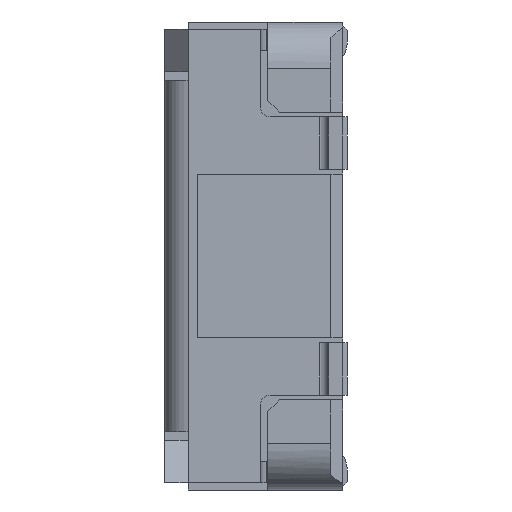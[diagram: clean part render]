
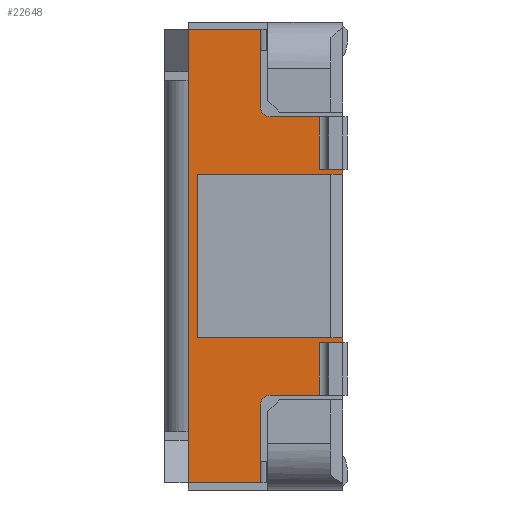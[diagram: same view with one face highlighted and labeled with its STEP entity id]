
A CAD part, left-side view. The second image highlights one B-rep face of the part: STEP entity #22648.
In plain terms, the highlighted planar face has unit normal (-1, 0, 0).
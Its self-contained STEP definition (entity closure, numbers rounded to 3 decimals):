
#5588=DIRECTION('',(0.,0.,1.));
#5589=VECTOR('',#5588,0.7);
#5590=CARTESIAN_POINT('',(-4.03,0.29,-0.35));
#5591=LINE('',#5590,#5589);
#5592=DIRECTION('',(0.,0.,-1.));
#5593=VECTOR('',#5592,0.225);
#5594=CARTESIAN_POINT('',(-4.03,-0.23,-0.37));
#5595=LINE('',#5594,#5593);
#5596=DIRECTION('',(0.,1.,0.));
#5597=VECTOR('',#5596,0.21);
#5598=CARTESIAN_POINT('',(-4.03,-0.23,-0.595));
#5599=LINE('',#5598,#5597);
#5600=CARTESIAN_POINT('',(-4.03,-0.02,-0.635));
#5601=DIRECTION('',(-1.,0.,0.));
#5602=DIRECTION('',(0.,0.,1.));
#5603=AXIS2_PLACEMENT_3D('',#5600,#5601,#5602);
#5605=DIRECTION('',(0.,0.,-1.));
#5606=VECTOR('',#5605,0.335);
#5607=CARTESIAN_POINT('',(-4.03,0.02,-0.635));
#5608=LINE('',#5607,#5606);
#5609=DIRECTION('',(0.,1.,0.));
#5610=VECTOR('',#5609,0.31);
#5611=CARTESIAN_POINT('',(-4.03,0.02,-0.97));
#5612=LINE('',#5611,#5610);
#5613=DIRECTION('',(0.,0.,1.));
#5614=VECTOR('',#5613,1.94);
#5615=CARTESIAN_POINT('',(-4.03,0.33,-0.97));
#5616=LINE('',#5615,#5614);
#5617=DIRECTION('',(0.,-1.,0.));
#5618=VECTOR('',#5617,0.31);
#5619=CARTESIAN_POINT('',(-4.03,0.33,0.97));
#5620=LINE('',#5619,#5618);
#5621=DIRECTION('',(0.,0.,-1.));
#5622=VECTOR('',#5621,0.335);
#5623=CARTESIAN_POINT('',(-4.03,0.02,0.97));
#5624=LINE('',#5623,#5622);
#5625=CARTESIAN_POINT('',(-4.03,-0.02,0.635));
#5626=DIRECTION('',(-1.,0.,0.));
#5627=DIRECTION('',(0.,1.,0.));
#5628=AXIS2_PLACEMENT_3D('',#5625,#5626,#5627);
#5630=DIRECTION('',(0.,-1.,0.));
#5631=VECTOR('',#5630,0.21);
#5632=CARTESIAN_POINT('',(-4.03,-0.02,0.595));
#5633=LINE('',#5632,#5631);
#5634=DIRECTION('',(0.,0.,-1.));
#5635=VECTOR('',#5634,0.225);
#5636=CARTESIAN_POINT('',(-4.03,-0.23,0.595));
#5637=LINE('',#5636,#5635);
#5638=DIRECTION('',(0.,0.,-1.));
#5639=VECTOR('',#5638,0.02);
#5640=CARTESIAN_POINT('',(-4.03,-0.33,0.37));
#5641=LINE('',#5640,#5639);
#5642=DIRECTION('',(0.,0.,-1.));
#5643=VECTOR('',#5642,0.02);
#5644=CARTESIAN_POINT('',(-4.03,-0.33,-0.35));
#5645=LINE('',#5644,#5643);
#5681=DIRECTION('',(0.,-1.,0.));
#5682=VECTOR('',#5681,0.1);
#5683=CARTESIAN_POINT('',(-4.03,-0.23,-0.37));
#5684=LINE('',#5683,#5682);
#5800=DIRECTION('',(0.,1.,0.));
#5801=VECTOR('',#5800,0.1);
#5802=CARTESIAN_POINT('',(-4.03,-0.33,0.37));
#5803=LINE('',#5802,#5801);
#5862=DIRECTION('',(0.,1.,0.));
#5863=VECTOR('',#5862,0.62);
#5864=CARTESIAN_POINT('',(-4.03,-0.33,0.35));
#5865=LINE('',#5864,#5863);
#10709=DIRECTION('',(0.,1.,0.));
#10710=VECTOR('',#10709,0.62);
#10711=CARTESIAN_POINT('',(-4.03,-0.33,-0.35));
#10712=LINE('',#10711,#10710);
#11753=CARTESIAN_POINT('',(-4.03,0.33,0.97));
#11754=CARTESIAN_POINT('',(-4.03,0.02,0.97));
#11755=VERTEX_POINT('',#11753);
#11756=VERTEX_POINT('',#11754);
#11757=CARTESIAN_POINT('',(-4.03,0.02,0.635));
#11758=VERTEX_POINT('',#11757);
#11759=CARTESIAN_POINT('',(-4.03,-0.02,0.595));
#11760=VERTEX_POINT('',#11759);
#11761=CARTESIAN_POINT('',(-4.03,-0.02,-0.595));
#11762=CARTESIAN_POINT('',(-4.03,0.02,-0.635));
#11763=VERTEX_POINT('',#11761);
#11764=VERTEX_POINT('',#11762);
#11765=CARTESIAN_POINT('',(-4.03,0.02,-0.97));
#11766=VERTEX_POINT('',#11765);
#11767=CARTESIAN_POINT('',(-4.03,0.33,-0.97));
#11768=VERTEX_POINT('',#11767);
#12043=CARTESIAN_POINT('',(-4.03,-0.33,-0.35));
#12044=CARTESIAN_POINT('',(-4.03,0.29,-0.35));
#12045=VERTEX_POINT('',#12043);
#12046=VERTEX_POINT('',#12044);
#12047=CARTESIAN_POINT('',(-4.03,-0.33,0.35));
#12048=CARTESIAN_POINT('',(-4.03,0.29,0.35));
#12049=VERTEX_POINT('',#12047);
#12050=VERTEX_POINT('',#12048);
#12115=CARTESIAN_POINT('',(-4.03,-0.23,-0.37));
#12116=CARTESIAN_POINT('',(-4.03,-0.23,-0.595));
#12117=VERTEX_POINT('',#12115);
#12118=VERTEX_POINT('',#12116);
#12123=CARTESIAN_POINT('',(-4.03,-0.23,0.595));
#12124=CARTESIAN_POINT('',(-4.03,-0.23,0.37));
#12125=VERTEX_POINT('',#12123);
#12126=VERTEX_POINT('',#12124);
#12587=CARTESIAN_POINT('',(-4.03,-0.33,-0.37));
#12588=VERTEX_POINT('',#12587);
#12589=CARTESIAN_POINT('',(-4.03,-0.33,0.37));
#12590=VERTEX_POINT('',#12589);
#22612=CARTESIAN_POINT('',(-4.03,0.33,0.));
#22613=DIRECTION('',(1.,0.,0.));
#22614=DIRECTION('',(0.,0.,-1.));
#22615=AXIS2_PLACEMENT_3D('',#22612,#22613,#22614);
#22616=PLANE('',#22615);
#22618=ORIENTED_EDGE('',*,*,#22617,.T.);
#22620=ORIENTED_EDGE('',*,*,#22619,.T.);
#22622=ORIENTED_EDGE('',*,*,#22621,.T.);
#22623=ORIENTED_EDGE('',*,*,#21205,.T.);
#22624=ORIENTED_EDGE('',*,*,#20950,.T.);
#22625=ORIENTED_EDGE('',*,*,#15263,.T.);
#22626=ORIENTED_EDGE('',*,*,#22149,.T.);
#22628=ORIENTED_EDGE('',*,*,#22627,.T.);
#22630=ORIENTED_EDGE('',*,*,#22629,.T.);
#22632=ORIENTED_EDGE('',*,*,#22631,.T.);
#22634=ORIENTED_EDGE('',*,*,#22633,.T.);
#22636=ORIENTED_EDGE('',*,*,#22635,.F.);
#22637=ORIENTED_EDGE('',*,*,#14844,.T.);
#22639=ORIENTED_EDGE('',*,*,#22638,.T.);
#22640=ORIENTED_EDGE('',*,*,#22602,.F.);
#22642=ORIENTED_EDGE('',*,*,#22641,.F.);
#22643=ORIENTED_EDGE('',*,*,#14836,.T.);
#22645=ORIENTED_EDGE('',*,*,#22644,.F.);
#22646=EDGE_LOOP('',(#22618,#22620,#22622,#22623,#22624,#22625,#22626,#22628,
#22630,#22632,#22634,#22636,#22637,#22639,#22640,#22642,#22643,#22645));
#22647=FACE_OUTER_BOUND('',#22646,.F.);
#22648=ADVANCED_FACE('',(#22647),#22616,.F.);
#5604=CIRCLE('',#5603,0.04);
#5629=CIRCLE('',#5628,0.04);
#14836=EDGE_CURVE('',#12045,#12588,#5645,.T.);
#14844=EDGE_CURVE('',#12590,#12049,#5641,.T.);
#15263=EDGE_CURVE('',#11768,#11755,#5616,.T.);
#20950=EDGE_CURVE('',#11766,#11768,#5612,.T.);
#21205=EDGE_CURVE('',#11764,#11766,#5608,.T.);
#22149=EDGE_CURVE('',#11755,#11756,#5620,.T.);
#22602=EDGE_CURVE('',#12046,#12050,#5591,.T.);
#22617=EDGE_CURVE('',#12117,#12118,#5595,.T.);
#22619=EDGE_CURVE('',#12118,#11763,#5599,.T.);
#22621=EDGE_CURVE('',#11763,#11764,#5604,.T.);
#22627=EDGE_CURVE('',#11756,#11758,#5624,.T.);
#22629=EDGE_CURVE('',#11758,#11760,#5629,.T.);
#22631=EDGE_CURVE('',#11760,#12125,#5633,.T.);
#22633=EDGE_CURVE('',#12125,#12126,#5637,.T.);
#22635=EDGE_CURVE('',#12590,#12126,#5803,.T.);
#22638=EDGE_CURVE('',#12049,#12050,#5865,.T.);
#22641=EDGE_CURVE('',#12045,#12046,#10712,.T.);
#22644=EDGE_CURVE('',#12117,#12588,#5684,.T.);
